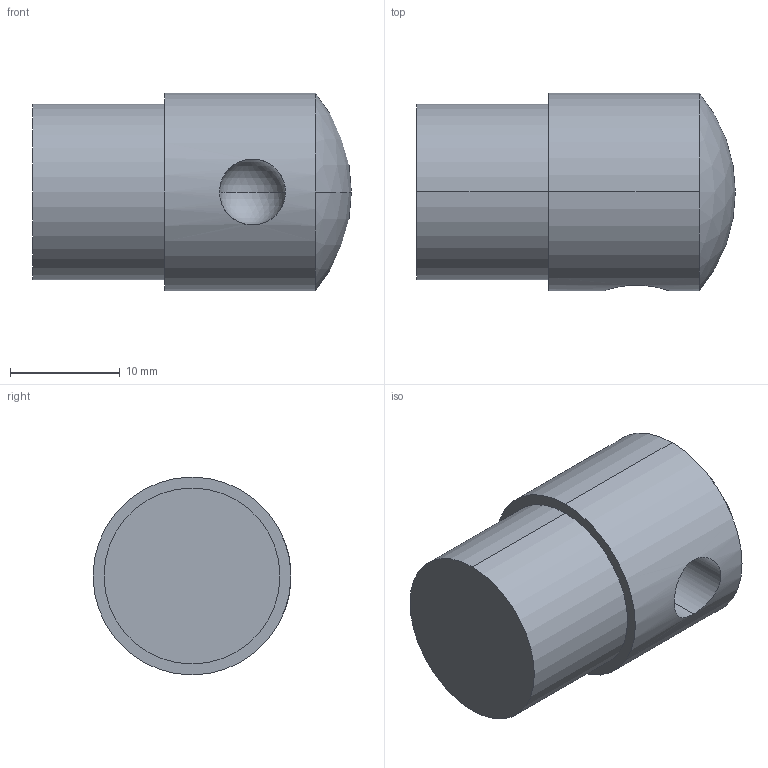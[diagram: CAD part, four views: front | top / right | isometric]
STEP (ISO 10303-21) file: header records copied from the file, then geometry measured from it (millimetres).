
FILE_DESCRIPTION (( 'STEP AP203' ), '1' );
FILE_NAME ('Nez vérin_Défaut_sldprt.STEP', '2024-09-06T13:39:57', ( '' ), ( '' ), 'SwSTEP 2.0', 'SolidWorks 2020', '' );
FILE_SCHEMA (( 'CONFIG_CONTROL_DESIGN' ));
Length unit declared in the file: millimetre
Products named in the file (1): Nez vérin_Défaut_sldprt
Bounding box: 29 x 18 x 18 mm (x, y, z)
Volume: 6032.9 mm3; surface area: 2114.6 mm2
Topology: 1 solids, 1 shells, 12 faces, 28 edges, 18 vertices
Faces by surface type: cylinder 6, sphere 4, plane 2
Entity records: 479 total; most frequent: CARTESIAN_POINT 119, DIRECTION 68, ORIENTED_EDGE 52, AXIS2_PLACEMENT_3D 31, EDGE_CURVE 26, VERTEX_POINT 18, CIRCLE 18, EDGE_LOOP 14
